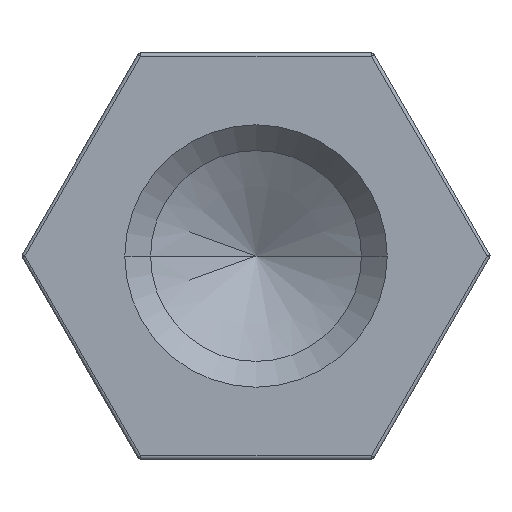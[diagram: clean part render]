
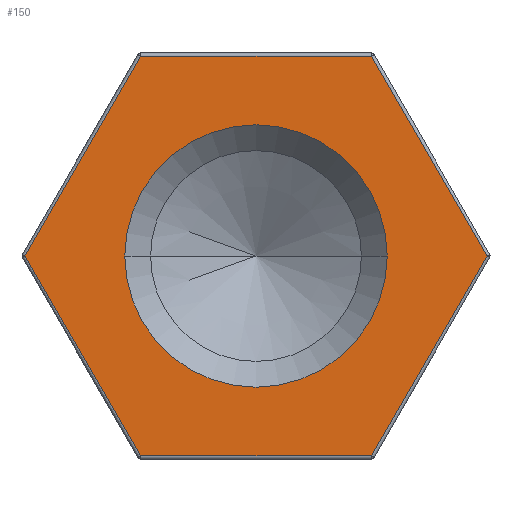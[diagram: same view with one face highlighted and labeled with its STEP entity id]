
A CAD part, left-side view. The second image highlights one B-rep face of the part: STEP entity #150.
In plain terms, the highlighted planar face has unit normal (-1, 0, 0).
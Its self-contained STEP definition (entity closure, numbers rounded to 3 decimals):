
#52 = ORIENTED_EDGE ( 'NONE', *, *, #233, .T. ) ;
#55 = ORIENTED_EDGE ( 'NONE', *, *, #262, .T. ) ;
#68 = DIRECTION ( 'NONE',  ( 0., 1., 0. ) ) ;
#72 = AXIS2_PLACEMENT_3D ( 'NONE', #1120, #1152, #882 ) ;
#107 = AXIS2_PLACEMENT_3D ( 'NONE', #795, #986, #520 ) ;
#140 = VECTOR ( 'NONE', #1028, 1000. ) ;
#142 = VERTEX_POINT ( 'NONE', #940 ) ;
#145 = DIRECTION ( 'NONE',  ( 1., 0., 0. ) ) ;
#150 = ADVANCED_FACE ( 'NONE', ( #573, #835 ), #949, .F. ) ;
#159 = CARTESIAN_POINT ( 'NONE',  ( 0., -3.695, 6.4 ) ) ;
#172 = ORIENTED_EDGE ( 'NONE', *, *, #238, .T. ) ;
#176 = CARTESIAN_POINT ( 'NONE',  ( 0., 0., 0. ) ) ;
#194 = LINE ( 'NONE', #875, #787 ) ;
#233 = EDGE_CURVE ( 'NONE', #561, #142, #1174, .T. ) ;
#238 = EDGE_CURVE ( 'NONE', #823, #561, #290, .T. ) ;
#241 = VECTOR ( 'NONE', #994, 1000. ) ;
#249 = EDGE_CURVE ( 'NONE', #895, #823, #194, .T. ) ;
#255 = EDGE_CURVE ( 'NONE', #807, #895, #1307, .T. ) ;
#259 = EDGE_CURVE ( 'NONE', #849, #807, #1038, .T. ) ;
#261 = EDGE_CURVE ( 'NONE', #142, #849, #1273, .T. ) ;
#262 = EDGE_CURVE ( 'NONE', #491, #1330, #759, .T. ) ;
#290 = LINE ( 'NONE', #889, #241 ) ;
#444 = ORIENTED_EDGE ( 'NONE', *, *, #479, .T. ) ;
#462 = CARTESIAN_POINT ( 'NONE',  ( 0., 3.695, -6.4 ) ) ;
#479 = EDGE_CURVE ( 'NONE', #1330, #491, #1055, .T. ) ;
#486 = VECTOR ( 'NONE', #1228, 1000. ) ;
#491 = VERTEX_POINT ( 'NONE', #863 ) ;
#520 = DIRECTION ( 'NONE',  ( 0., 1., 0. ) ) ;
#561 = VERTEX_POINT ( 'NONE', #1247 ) ;
#572 = ORIENTED_EDGE ( 'NONE', *, *, #261, .T. ) ;
#573 = FACE_OUTER_BOUND ( 'NONE', #1078, .T. ) ;
#595 = CARTESIAN_POINT ( 'NONE',  ( 0., 7.39, 0. ) ) ;
#607 = CARTESIAN_POINT ( 'NONE',  ( 0., -5.543, 3.2 ) ) ;
#617 = CARTESIAN_POINT ( 'NONE',  ( 0., 3.695, 6.4 ) ) ;
#639 = ORIENTED_EDGE ( 'NONE', *, *, #249, .T. ) ;
#759 = CIRCLE ( 'NONE', #72, 4.2 ) ;
#760 = ORIENTED_EDGE ( 'NONE', *, *, #255, .T. ) ;
#787 = VECTOR ( 'NONE', #1022, 1000. ) ;
#795 = CARTESIAN_POINT ( 'NONE',  ( 0., 0., 0. ) ) ;
#807 = VERTEX_POINT ( 'NONE', #617 ) ;
#823 = VERTEX_POINT ( 'NONE', #462 ) ;
#835 = FACE_BOUND ( 'NONE', #1342, .T. ) ;
#849 = VERTEX_POINT ( 'NONE', #159 ) ;
#850 = VECTOR ( 'NONE', #946, 1000. ) ;
#863 = CARTESIAN_POINT ( 'NONE',  ( 0., 4.2, 0. ) ) ;
#875 = CARTESIAN_POINT ( 'NONE',  ( 0., 5.543, -3.2 ) ) ;
#882 = DIRECTION ( 'NONE',  ( 0., 1., 0. ) ) ;
#889 = CARTESIAN_POINT ( 'NONE',  ( 0., 0., -6.4 ) ) ;
#895 = VERTEX_POINT ( 'NONE', #595 ) ;
#901 = AXIS2_PLACEMENT_3D ( 'NONE', #176, #145, #68 ) ;
#940 = CARTESIAN_POINT ( 'NONE',  ( 0., -7.39, 0. ) ) ;
#943 = CARTESIAN_POINT ( 'NONE',  ( 0., 5.543, 3.2 ) ) ;
#946 = DIRECTION ( 'NONE',  ( 0., -0.5, 0.866 ) ) ;
#949 = PLANE ( 'NONE',  #107 ) ;
#986 = DIRECTION ( 'NONE',  ( 1., 0., 0. ) ) ;
#991 = CARTESIAN_POINT ( 'NONE',  ( 0., -5.543, -3.2 ) ) ;
#994 = DIRECTION ( 'NONE',  ( 0., -1., 0. ) ) ;
#1002 = VECTOR ( 'NONE', #1031, 1000. ) ;
#1022 = DIRECTION ( 'NONE',  ( 0., -0.5, -0.866 ) ) ;
#1028 = DIRECTION ( 'NONE',  ( 0., 0.5, -0.866 ) ) ;
#1031 = DIRECTION ( 'NONE',  ( 0., 1., 0. ) ) ;
#1038 = LINE ( 'NONE', #1118, #1002 ) ;
#1055 = CIRCLE ( 'NONE', #901, 4.2 ) ;
#1078 = EDGE_LOOP ( 'NONE', ( #572, #1384, #760, #639, #172, #52 ) ) ;
#1118 = CARTESIAN_POINT ( 'NONE',  ( 0., 0., 6.4 ) ) ;
#1120 = CARTESIAN_POINT ( 'NONE',  ( 0., 0., 0. ) ) ;
#1152 = DIRECTION ( 'NONE',  ( 1., 0., 0. ) ) ;
#1174 = LINE ( 'NONE', #991, #850 ) ;
#1228 = DIRECTION ( 'NONE',  ( 0., 0.5, 0.866 ) ) ;
#1247 = CARTESIAN_POINT ( 'NONE',  ( 0., -3.695, -6.4 ) ) ;
#1273 = LINE ( 'NONE', #607, #486 ) ;
#1307 = LINE ( 'NONE', #943, #140 ) ;
#1330 = VERTEX_POINT ( 'NONE', #1378 ) ;
#1342 = EDGE_LOOP ( 'NONE', ( #55, #444 ) ) ;
#1378 = CARTESIAN_POINT ( 'NONE',  ( 0., -4.2, 0. ) ) ;
#1384 = ORIENTED_EDGE ( 'NONE', *, *, #259, .T. ) ;
